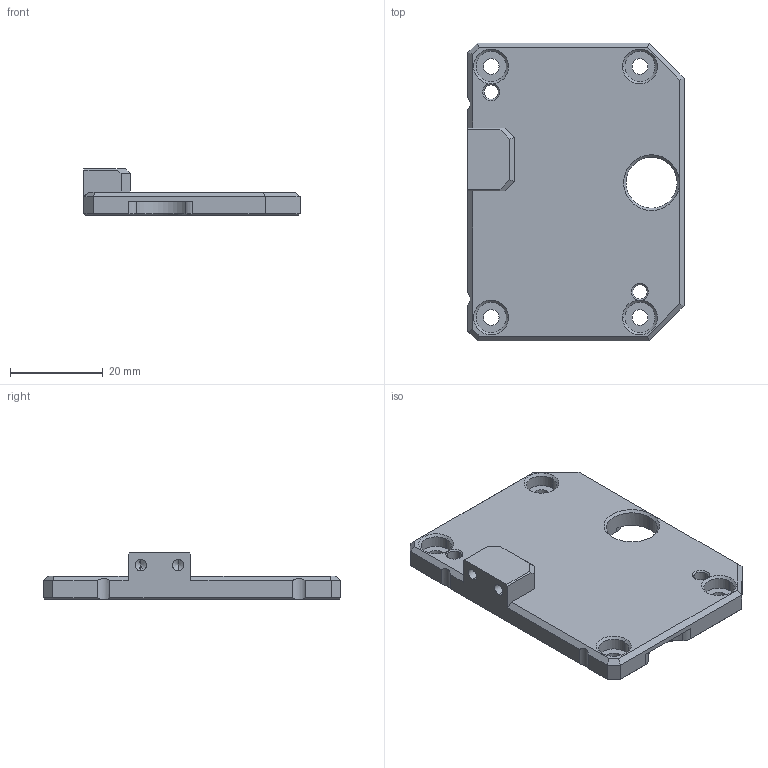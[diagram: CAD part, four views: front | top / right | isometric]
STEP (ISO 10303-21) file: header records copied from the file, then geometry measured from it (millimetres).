
FILE_DESCRIPTION (( 'STEP AP214' ), '1' );
FILE_NAME ('1225-10931 - Rev01 .step', '2019-07-15T14:08:07', ( '' ), ( '' ), 'SwSTEP 2.0', 'SolidWorks 2019', '' );
FILE_SCHEMA (( 'AUTOMOTIVE_DESIGN' ));
Length unit declared in the file: millimetre
Products named in the file (1): 1225-10931 - Rev01 
Bounding box: 46.5 x 64 x 10 mm (x, y, z)
Volume: 9873 mm3; surface area: 8304.5 mm2
Topology: 1 solids, 1 shells, 168 faces, 425 edges, 262 vertices
Faces by surface type: plane 76, cylinder 60, cone 32
Entity records: 5099 total; most frequent: DIRECTION 904, CARTESIAN_POINT 879, ORIENTED_EDGE 842, EDGE_CURVE 421, AXIS2_PLACEMENT_3D 323, VERTEX_POINT 262, VECTOR 258, LINE 258
